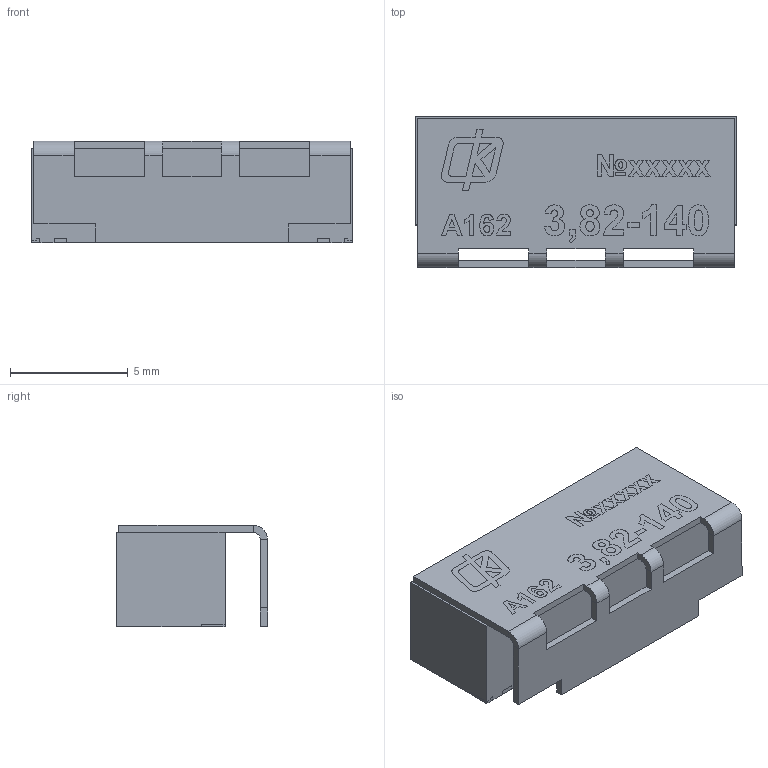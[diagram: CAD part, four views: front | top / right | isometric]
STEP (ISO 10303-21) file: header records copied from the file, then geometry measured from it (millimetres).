
FILE_DESCRIPTION(('STEP AP203'), '1');
FILE_NAME('ÍØÁÀ.434834.038-01_Ôèëüòð ÔÊÏ1-238-01-3,82-140', '', ('UNSPECIFIED'), ('UNSPECIFIED'), 'ASCON STEP Converter 1.6', 'ASCON Math Kernel', '');
FILE_SCHEMA(('CONFIG_CONTROL_DESIGN'));
Length unit declared in the file: millimetre
Products named in the file (1): НШБА.434834.038-01_Фильтр ФКП1-238-01-3,82-140
Bounding box: 13.6 x 6.4 x 4.3 mm (x, y, z)
Volume: 285 mm3; surface area: 404.4 mm2
Topology: 1 solids, 1 shells, 364 faces, 986 edges, 650 vertices
Faces by surface type: plane 261, bspline 88, cylinder 15
Entity records: 23595 total; most frequent: CARTESIAN_POINT 12197, ORIENTED_EDGE 1972, DIRECTION 1320, EDGE_CURVE 986, LINE 706, VECTOR 706, VERTEX_POINT 650, FACE_BOUND 396
